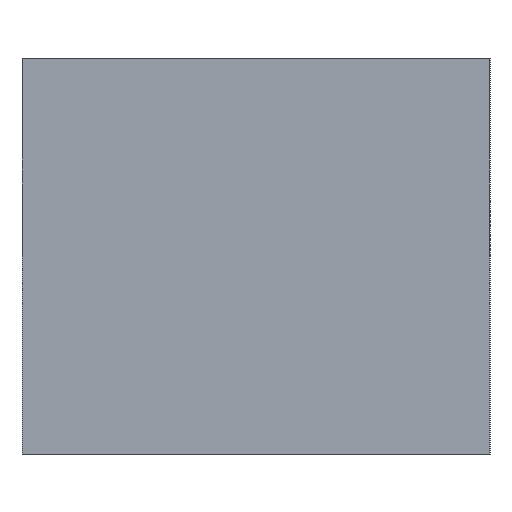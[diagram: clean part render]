
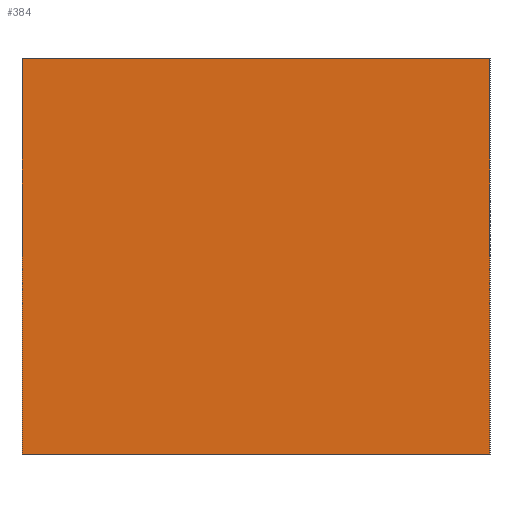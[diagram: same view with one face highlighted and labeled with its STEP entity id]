
A CAD part, left-side view. The second image highlights one B-rep face of the part: STEP entity #384.
In plain terms, the highlighted planar face has unit normal (-1, 0, 0).
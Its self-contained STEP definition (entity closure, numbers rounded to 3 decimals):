
#244 = DIRECTION ( 'NONE',  ( 0., 1., 0. ) ) ;
#271 = DIRECTION ( 'NONE',  ( 0., 0., 1. ) ) ;
#321 = EDGE_CURVE ( 'NONE', #1138, #506, #1068, .T. ) ;
#384 = ADVANCED_FACE ( 'NONE', ( #1066 ), #1386, .T. ) ;
#437 = CARTESIAN_POINT ( 'NONE',  ( -2., 20., 0. ) ) ;
#486 = ORIENTED_EDGE ( 'NONE', *, *, #2365, .T. ) ;
#492 = CARTESIAN_POINT ( 'NONE',  ( -2., -6., 22. ) ) ;
#506 = VERTEX_POINT ( 'NONE', #876 ) ;
#639 = ORIENTED_EDGE ( 'NONE', *, *, #896, .T. ) ;
#722 = EDGE_CURVE ( 'NONE', #2074, #506, #1062, .T. ) ;
#786 = LINE ( 'NONE', #1162, #2143 ) ;
#876 = CARTESIAN_POINT ( 'NONE',  ( -2., -6., 0. ) ) ;
#888 = ORIENTED_EDGE ( 'NONE', *, *, #321, .T. ) ;
#896 = EDGE_CURVE ( 'NONE', #2074, #1231, #786, .T. ) ;
#1006 = VECTOR ( 'NONE', #1579, 1000. ) ;
#1046 = AXIS2_PLACEMENT_3D ( 'NONE', #2307, #1755, #271 ) ;
#1062 = LINE ( 'NONE', #2034, #1965 ) ;
#1066 = FACE_OUTER_BOUND ( 'NONE', #1783, .T. ) ;
#1068 = LINE ( 'NONE', #437, #1006 ) ;
#1099 = VECTOR ( 'NONE', #2017, 1000. ) ;
#1138 = VERTEX_POINT ( 'NONE', #1764 ) ;
#1162 = CARTESIAN_POINT ( 'NONE',  ( -2., 20., 22. ) ) ;
#1231 = VERTEX_POINT ( 'NONE', #1290 ) ;
#1290 = CARTESIAN_POINT ( 'NONE',  ( -2., 20., 22. ) ) ;
#1386 = PLANE ( 'NONE',  #1046 ) ;
#1489 = CARTESIAN_POINT ( 'NONE',  ( -2., 20., 0. ) ) ;
#1579 = DIRECTION ( 'NONE',  ( 0., -1., 0. ) ) ;
#1628 = ORIENTED_EDGE ( 'NONE', *, *, #722, .F. ) ;
#1755 = DIRECTION ( 'NONE',  ( -1., 0., 0. ) ) ;
#1764 = CARTESIAN_POINT ( 'NONE',  ( -2., 20., 0. ) ) ;
#1783 = EDGE_LOOP ( 'NONE', ( #888, #1628, #639, #486 ) ) ;
#1965 = VECTOR ( 'NONE', #2206, 1000. ) ;
#2017 = DIRECTION ( 'NONE',  ( 0., 0., -1. ) ) ;
#2034 = CARTESIAN_POINT ( 'NONE',  ( -2., -6., 22. ) ) ;
#2074 = VERTEX_POINT ( 'NONE', #492 ) ;
#2143 = VECTOR ( 'NONE', #244, 1000. ) ;
#2188 = LINE ( 'NONE', #1489, #1099 ) ;
#2206 = DIRECTION ( 'NONE',  ( 0., 0., -1. ) ) ;
#2307 = CARTESIAN_POINT ( 'NONE',  ( -2., 0., 0. ) ) ;
#2365 = EDGE_CURVE ( 'NONE', #1231, #1138, #2188, .T. ) ;
